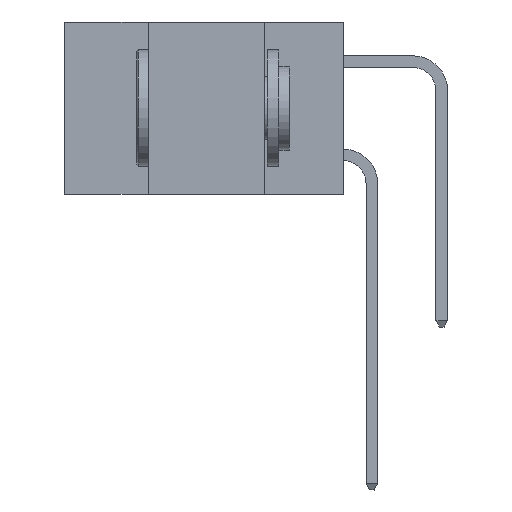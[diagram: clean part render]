
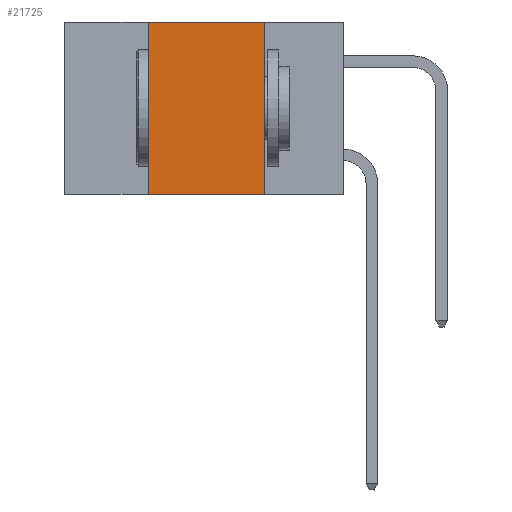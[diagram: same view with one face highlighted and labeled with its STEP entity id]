
A CAD part, left-side view. The second image highlights one B-rep face of the part: STEP entity #21725.
In plain terms, the highlighted planar face has unit normal (-1, 0, 0).
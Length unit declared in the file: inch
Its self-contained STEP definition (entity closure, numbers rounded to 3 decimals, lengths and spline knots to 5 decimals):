
#395 = CARTESIAN_POINT ( 'NONE',  ( 0., 0.42, 0. ) ) ;
#3330 = CARTESIAN_POINT ( 'NONE',  ( 0., 0.6, -0.37 ) ) ;
#3579 = DIRECTION ( 'NONE',  ( 0., 0., -1. ) ) ;
#3831 = LINE ( 'NONE', #395, #18868 ) ;
#5430 = CARTESIAN_POINT ( 'NONE',  ( 0., 0.42, -0.37 ) ) ;
#5485 = ORIENTED_EDGE ( 'NONE', *, *, #30968, .F. ) ;
#7000 = CARTESIAN_POINT ( 'NONE',  ( 0., 0.6, 0. ) ) ;
#8109 = DIRECTION ( 'NONE',  ( 0., 0., 1. ) ) ;
#8760 = EDGE_CURVE ( 'NONE', #20752, #30263, #3831, .T. ) ;
#9636 = EDGE_LOOP ( 'NONE', ( #5485, #27173, #10341, #25670 ) ) ;
#10341 = ORIENTED_EDGE ( 'NONE', *, *, #8760, .F. ) ;
#10940 = LINE ( 'NONE', #3330, #12093 ) ;
#12093 = VECTOR ( 'NONE', #20578, 39.37008 ) ;
#12118 = VECTOR ( 'NONE', #26905, 39.37008 ) ;
#13615 = VECTOR ( 'NONE', #3579, 39.37008 ) ;
#13933 = FACE_OUTER_BOUND ( 'NONE', #9636, .T. ) ;
#14203 = VERTEX_POINT ( 'NONE', #19387 ) ;
#14401 = DIRECTION ( 'NONE',  ( 0., 0., -1. ) ) ;
#15935 = LINE ( 'NONE', #20737, #13615 ) ;
#17759 = VERTEX_POINT ( 'NONE', #21669 ) ;
#18868 = VECTOR ( 'NONE', #8109, 39.37008 ) ;
#19387 = CARTESIAN_POINT ( 'NONE',  ( 0., 0.17, -0.37 ) ) ;
#19944 = EDGE_CURVE ( 'NONE', #30263, #17759, #27577, .T. ) ;
#20578 = DIRECTION ( 'NONE',  ( 0., -1., 0. ) ) ;
#20737 = CARTESIAN_POINT ( 'NONE',  ( 0., 0.17, 0. ) ) ;
#20752 = VERTEX_POINT ( 'NONE', #5430 ) ;
#21669 = CARTESIAN_POINT ( 'NONE',  ( 0., 0.17, 0. ) ) ;
#21725 = ADVANCED_FACE ( 'NONE', ( #13933 ), #31781, .F. ) ;
#24968 = AXIS2_PLACEMENT_3D ( 'NONE', #27066, #29516, #14401 ) ;
#25670 = ORIENTED_EDGE ( 'NONE', *, *, #30661, .T. ) ;
#26905 = DIRECTION ( 'NONE',  ( 0., -1., 0. ) ) ;
#27066 = CARTESIAN_POINT ( 'NONE',  ( 0., 0.6, 0. ) ) ;
#27173 = ORIENTED_EDGE ( 'NONE', *, *, #19944, .F. ) ;
#27577 = LINE ( 'NONE', #7000, #12118 ) ;
#28840 = CARTESIAN_POINT ( 'NONE',  ( 0., 0.42, 0. ) ) ;
#29516 = DIRECTION ( 'NONE',  ( 1., 0., 0. ) ) ;
#30263 = VERTEX_POINT ( 'NONE', #28840 ) ;
#30661 = EDGE_CURVE ( 'NONE', #20752, #14203, #10940, .T. ) ;
#30968 = EDGE_CURVE ( 'NONE', #17759, #14203, #15935, .T. ) ;
#31781 = PLANE ( 'NONE',  #24968 ) ;
